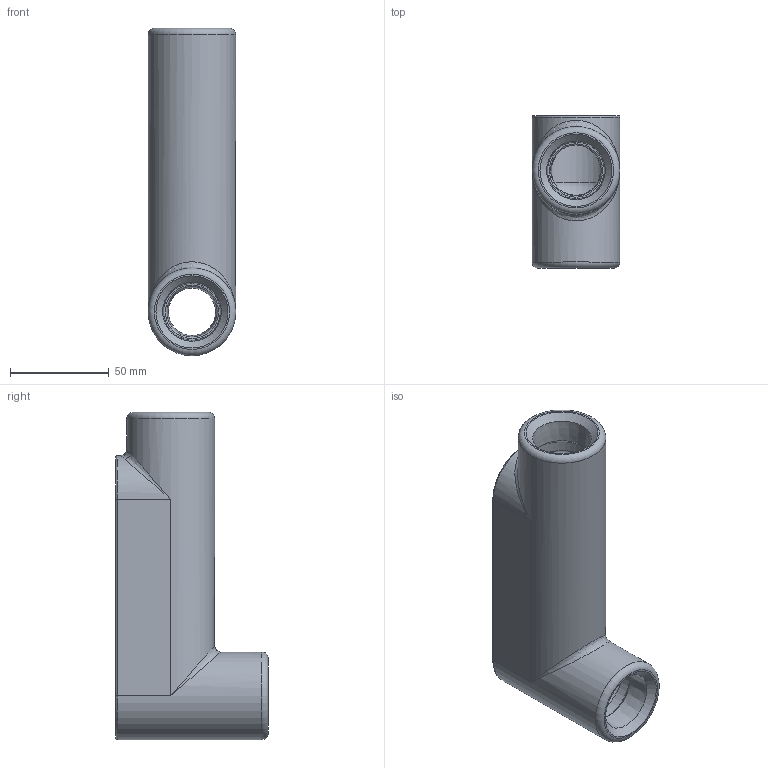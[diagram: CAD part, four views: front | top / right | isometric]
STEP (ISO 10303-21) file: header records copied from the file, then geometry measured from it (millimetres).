
FILE_DESCRIPTION(/* description */ (''),/* implementation_level */ '2;1');
FILE_NAME(/* name */ 'KIL_LB38SS.stp',/* time_stamp */ '2020-05-11T12:09:33+06:00',/* author */ ('lsugumaran'),/* organization */ (''),/* preprocessor_version */ 'ST-DEVELOPER v18',/* originating_system */ 'Autodesk Inventor 2020',/* authorisation */ '');
FILE_SCHEMA (('AUTOMOTIVE_DESIGN { 1 0 10303 214 3 1 1 }'));
Length unit declared in the file: inch
Products named in the file (1): LB28SS-1
Bounding box: 44.48 x 77.22 x 165.99 mm (x, y, z)
Volume: 130693.6 mm3; surface area: 51203.5 mm2
Topology: 1 solids, 1 shells, 888 faces, 2407 edges, 1593 vertices
Faces by surface type: plane 534, bspline 250, cylinder 70, torus 22, cone 12
Full cylindrical faces by diameter (mm): 4.978 x2, 12.938 x1, 15.875 x1, 33.553 x2, 44.45 x2
Entity records: 29523 total; most frequent: CARTESIAN_POINT 8638, ORIENTED_EDGE 4806, DIRECTION 3383, EDGE_CURVE 2403, LINE 1677, VECTOR 1677, VERTEX_POINT 1593, EDGE_LOOP 972
